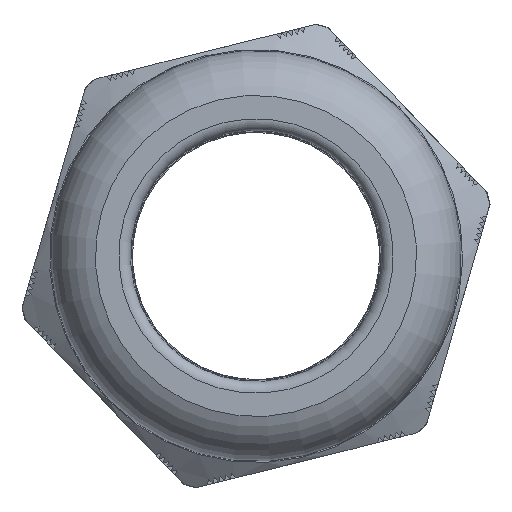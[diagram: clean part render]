
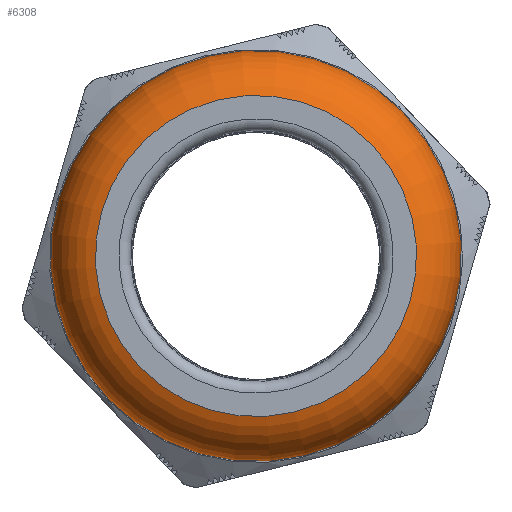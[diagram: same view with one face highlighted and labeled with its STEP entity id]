
A CAD part, left-side view. The second image highlights one B-rep face of the part: STEP entity #6308.
In plain terms, the highlighted toroidal (fillet/blend) face has major radius 12.105 mm and minor radius 5.47 mm.
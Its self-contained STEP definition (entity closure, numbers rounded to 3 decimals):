
#1655=FACE_BOUND('',#2214,.T.);
#1864=FACE_OUTER_BOUND('',#2213,.T.);
#2213=EDGE_LOOP('',(#5190));
#2214=EDGE_LOOP('',(#5191));
#2426=CIRCLE('',#6498,13.74);
#2445=CIRCLE('',#6683,17.575);
#2616=VERTEX_POINT('',#8646);
#2943=VERTEX_POINT('',#14962);
#3262=EDGE_CURVE('',#2616,#2616,#2426,.T.);
#3750=EDGE_CURVE('',#2943,#2943,#2445,.T.);
#5190=ORIENTED_EDGE('',*,*,#3750,.F.);
#5191=ORIENTED_EDGE('',*,*,#3262,.T.);
#6113=TOROIDAL_SURFACE('',#6682,12.105,5.47);
#6308=ADVANCED_FACE('',(#1864,#1655),#6113,.T.);
#6498=AXIS2_PLACEMENT_3D('',#8647,#7043,#7044);
#6682=AXIS2_PLACEMENT_3D('',#14961,#7714,#7715);
#6683=AXIS2_PLACEMENT_3D('',#14963,#7716,#7717);
#7043=DIRECTION('center_axis',(1.,0.,0.));
#7044=DIRECTION('ref_axis',(0.,0.,-1.));
#7714=DIRECTION('center_axis',(1.,0.,0.));
#7715=DIRECTION('ref_axis',(0.,0.,-1.));
#7716=DIRECTION('center_axis',(1.,0.,0.));
#7717=DIRECTION('ref_axis',(0.,0.,-1.));
#8646=CARTESIAN_POINT('',(-25.08,13.74,0.));
#8647=CARTESIAN_POINT('Origin',(-25.08,0.,0.));
#14961=CARTESIAN_POINT('Origin',(-19.86,0.,0.));
#14962=CARTESIAN_POINT('',(-19.86,17.575,0.));
#14963=CARTESIAN_POINT('Origin',(-19.86,0.,0.));
